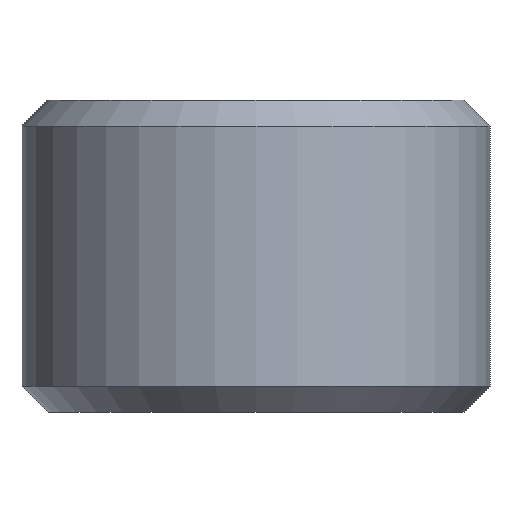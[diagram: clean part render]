
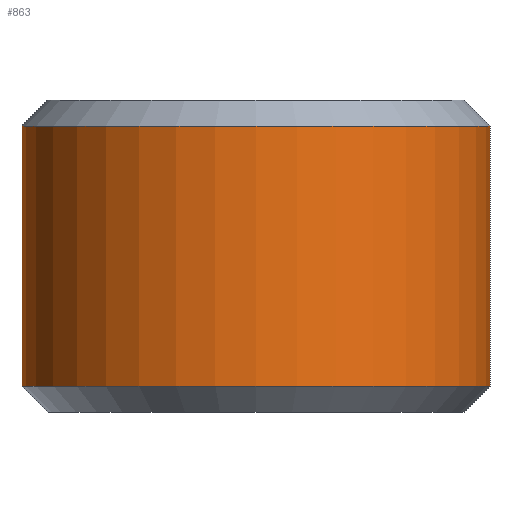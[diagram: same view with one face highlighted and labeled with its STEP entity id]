
A CAD part, front view. The second image highlights one B-rep face of the part: STEP entity #863.
In plain terms, the highlighted cylindrical face has radius 9 mm (diameter 18 mm), a partial arc.
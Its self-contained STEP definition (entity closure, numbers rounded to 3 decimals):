
#307=DIRECTION('',(0.,0.,1.));
#308=VECTOR('',#307,10.);
#309=CARTESIAN_POINT('',(9.,0.,-5.));
#310=LINE('',#309,#308);
#354=CARTESIAN_POINT('',(0.,0.,5.));
#355=DIRECTION('',(0.,0.,1.));
#356=DIRECTION('',(-1.,0.,0.));
#357=AXIS2_PLACEMENT_3D('',#354,#355,#356);
#359=CARTESIAN_POINT('',(0.,0.,-5.));
#360=DIRECTION('',(0.,0.,-1.));
#361=DIRECTION('',(1.,0.,0.));
#362=AXIS2_PLACEMENT_3D('',#359,#360,#361);
#364=DIRECTION('',(0.,0.,1.));
#365=VECTOR('',#364,10.);
#366=CARTESIAN_POINT('',(-9.,0.,
-5.));
#367=LINE('',#366,#365);
#410=CARTESIAN_POINT('',(-9.,0.,5.));
#411=CARTESIAN_POINT('',(9.,0.,5.));
#412=VERTEX_POINT('',#410);
#413=VERTEX_POINT('',#411);
#418=CARTESIAN_POINT('',(9.,0.,-5.));
#419=CARTESIAN_POINT('',(-9.,0.,-5.));
#420=VERTEX_POINT('',#418);
#421=VERTEX_POINT('',#419);
#851=CARTESIAN_POINT('',(0.,0.,-6.));
#852=DIRECTION('',(0.,0.,1.));
#853=DIRECTION('',(1.,0.,0.));
#854=AXIS2_PLACEMENT_3D('',#851,#852,#853);
#855=CYLINDRICAL_SURFACE('',#854,9.);
#856=ORIENTED_EDGE('',*,*,#845,.T.);
#857=ORIENTED_EDGE('',*,*,#688,.F.);
#859=ORIENTED_EDGE('',*,*,#858,.T.);
#860=ORIENTED_EDGE('',*,*,#684,.T.);
#861=EDGE_LOOP('',(#856,#857,#859,#860));
#862=FACE_OUTER_BOUND('',#861,.F.);
#358=CIRCLE('',#357,9.);
#363=CIRCLE('',#362,9.);
#684=EDGE_CURVE('',#421,#412,#367,.T.);
#688=EDGE_CURVE('',#420,#413,#310,.T.);
#845=EDGE_CURVE('',#412,#413,#358,.T.);
#858=EDGE_CURVE('',#420,#421,#363,.T.);
#863=ADVANCED_FACE('',(#862),#855,.T.);
